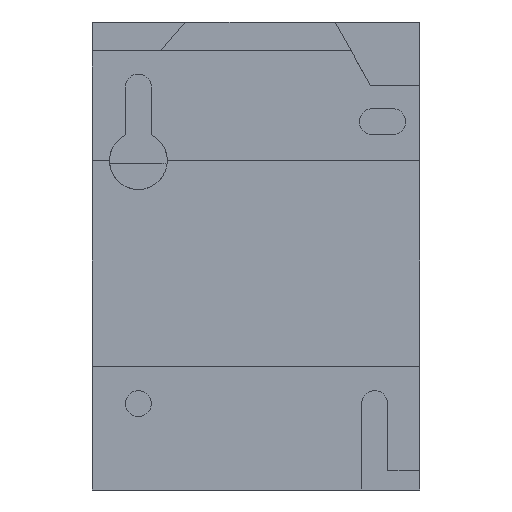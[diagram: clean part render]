
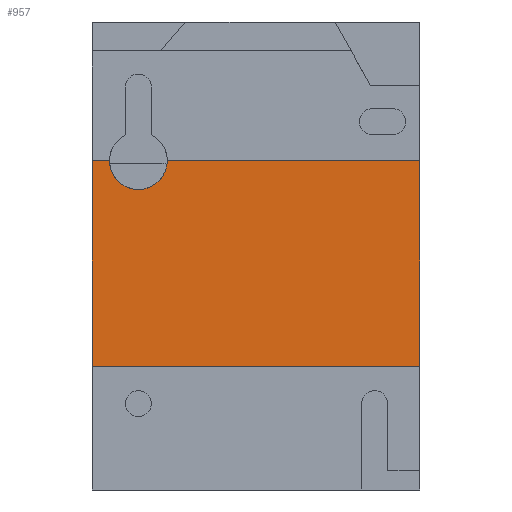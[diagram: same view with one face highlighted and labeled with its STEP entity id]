
A CAD part, front view. The second image highlights one B-rep face of the part: STEP entity #957.
In plain terms, the highlighted planar face has unit normal (0, -1, 0).
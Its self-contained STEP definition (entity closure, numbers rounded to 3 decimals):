
#30 = DIRECTION ( 'NONE',  ( 0., 0., -1. ) ) ;
#184 = LINE ( 'NONE', #3039, #4222 ) ;
#381 = PLANE ( 'NONE',  #1610 ) ;
#442 = DIRECTION ( 'NONE',  ( 0., 0., 1. ) ) ;
#628 = ORIENTED_EDGE ( 'NONE', *, *, #3516, .T. ) ;
#773 = DIRECTION ( 'NONE',  ( -1., 0., 0. ) ) ;
#782 = ORIENTED_EDGE ( 'NONE', *, *, #1193, .T. ) ;
#819 = DIRECTION ( 'NONE',  ( 0., 1., 0. ) ) ;
#845 = VECTOR ( 'NONE', #773, 1000. ) ;
#851 = VECTOR ( 'NONE', #5749, 1000. ) ;
#918 = DIRECTION ( 'NONE',  ( 0., 0., 1. ) ) ;
#939 = CIRCLE ( 'NONE', #3347, 5. ) ;
#957 = ADVANCED_FACE ( 'NONE', ( #2357 ), #381, .F. ) ;
#1188 = DIRECTION ( 'NONE',  ( -1., 0., 0. ) ) ;
#1193 = EDGE_CURVE ( 'NONE', #2550, #1644, #2169, .T. ) ;
#1234 = CARTESIAN_POINT ( 'NONE',  ( 28.3, 5.5, 18. ) ) ;
#1235 = EDGE_CURVE ( 'NONE', #2550, #5554, #184, .T. ) ;
#1379 = ORIENTED_EDGE ( 'NONE', *, *, #5636, .T. ) ;
#1443 = LINE ( 'NONE', #3300, #2749 ) ;
#1610 = AXIS2_PLACEMENT_3D ( 'NONE', #2291, #819, #5716 ) ;
#1644 = VERTEX_POINT ( 'NONE', #2092 ) ;
#1651 = CARTESIAN_POINT ( 'NONE',  ( -28.3, 5.5, -17.6 ) ) ;
#1815 = CARTESIAN_POINT ( 'NONE',  ( -25.35, 5.5, 18. ) ) ;
#1954 = CARTESIAN_POINT ( 'NONE',  ( -28.3, 5.5, 18. ) ) ;
#2092 = CARTESIAN_POINT ( 'NONE',  ( -15.35, 5.5, 18. ) ) ;
#2169 = LINE ( 'NONE', #4588, #4529 ) ;
#2291 = CARTESIAN_POINT ( 'NONE',  ( 28.3, 5.5, 0. ) ) ;
#2357 = FACE_OUTER_BOUND ( 'NONE', #5020, .T. ) ;
#2393 = CARTESIAN_POINT ( 'NONE',  ( -20.35, 5.5, 18. ) ) ;
#2436 = ORIENTED_EDGE ( 'NONE', *, *, #5688, .F. ) ;
#2450 = VERTEX_POINT ( 'NONE', #1651 ) ;
#2550 = VERTEX_POINT ( 'NONE', #5133 ) ;
#2749 = VECTOR ( 'NONE', #30, 1000. ) ;
#3039 = CARTESIAN_POINT ( 'NONE',  ( 28.3, 5.5, -17.6 ) ) ;
#3166 = AXIS2_PLACEMENT_3D ( 'NONE', #4801, #3298, #442 ) ;
#3182 = VERTEX_POINT ( 'NONE', #1954 ) ;
#3298 = DIRECTION ( 'NONE',  ( 0., 1., 0. ) ) ;
#3300 = CARTESIAN_POINT ( 'NONE',  ( -28.3, 5.5, 0. ) ) ;
#3328 = CARTESIAN_POINT ( 'NONE',  ( 28.3, 5.5, -17.6 ) ) ;
#3347 = AXIS2_PLACEMENT_3D ( 'NONE', #2393, #4842, #918 ) ;
#3371 = ORIENTED_EDGE ( 'NONE', *, *, #5216, .T. ) ;
#3516 = EDGE_CURVE ( 'NONE', #1644, #3543, #5884, .T. ) ;
#3543 = VERTEX_POINT ( 'NONE', #5338 ) ;
#3620 = LINE ( 'NONE', #1234, #845 ) ;
#3830 = CARTESIAN_POINT ( 'NONE',  ( 28.3, 5.5, -17.6 ) ) ;
#4107 = ORIENTED_EDGE ( 'NONE', *, *, #5097, .T. ) ;
#4222 = VECTOR ( 'NONE', #5428, 1000. ) ;
#4529 = VECTOR ( 'NONE', #1188, 1000. ) ;
#4588 = CARTESIAN_POINT ( 'NONE',  ( 28.3, 5.5, 18. ) ) ;
#4801 = CARTESIAN_POINT ( 'NONE',  ( -20.35, 5.5, 18. ) ) ;
#4842 = DIRECTION ( 'NONE',  ( 0., 1., 0. ) ) ;
#5020 = EDGE_LOOP ( 'NONE', ( #782, #628, #3371, #4107, #1379, #2436, #5350 ) ) ;
#5097 = EDGE_CURVE ( 'NONE', #5967, #3182, #3620, .T. ) ;
#5133 = CARTESIAN_POINT ( 'NONE',  ( 28.3, 5.5, 18. ) ) ;
#5216 = EDGE_CURVE ( 'NONE', #3543, #5967, #939, .T. ) ;
#5338 = CARTESIAN_POINT ( 'NONE',  ( -20.35, 5.5, 13. ) ) ;
#5350 = ORIENTED_EDGE ( 'NONE', *, *, #1235, .F. ) ;
#5428 = DIRECTION ( 'NONE',  ( 0., 0., -1. ) ) ;
#5554 = VERTEX_POINT ( 'NONE', #3328 ) ;
#5636 = EDGE_CURVE ( 'NONE', #3182, #2450, #1443, .T. ) ;
#5688 = EDGE_CURVE ( 'NONE', #5554, #2450, #6225, .T. ) ;
#5716 = DIRECTION ( 'NONE',  ( 0., 0., 1. ) ) ;
#5749 = DIRECTION ( 'NONE',  ( -1., 0., 0. ) ) ;
#5884 = CIRCLE ( 'NONE', #3166, 5. ) ;
#5967 = VERTEX_POINT ( 'NONE', #1815 ) ;
#6225 = LINE ( 'NONE', #3830, #851 ) ;
